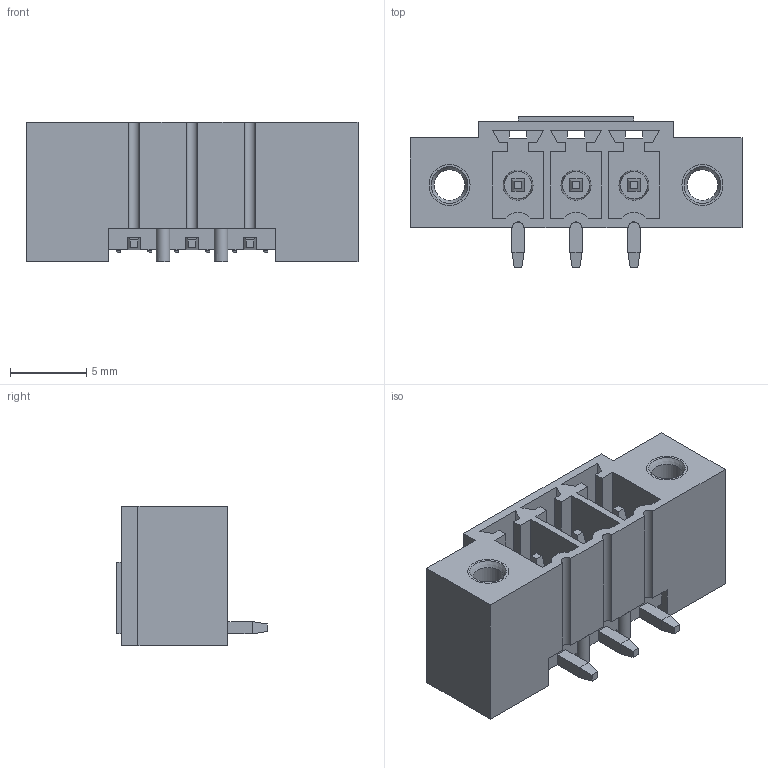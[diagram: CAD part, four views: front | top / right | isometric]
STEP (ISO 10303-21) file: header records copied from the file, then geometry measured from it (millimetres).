
FILE_DESCRIPTION(/* description */ ('Unknown'),/* implementation_level */ '2;1');
FILE_NAME(/* name */ '691701350003B',/* time_stamp */ '2018-04-13T12:23:43+02:00',/* author */ ('Unknown'),/* organization */ ('Unknown'),/* preprocessor_version */ 'ST-DEVELOPER v16.7',/* originating_system */ 'DEX',/* authorisation */ $);
FILE_SCHEMA (('CONFIG_CONTROL_DESIGN','AUTOMOTIVE_DESIGN { 1 0 10303 214 3 1 1 }','AUTOMOTIVE_DESIGN {1 0 10303 214 3 1 1}'));
Length unit declared in the file: millimetre
Products named in the file (4): 6917013500xxB; 691701350003B; 6917013500xxB_PIN; 6917013500xxB_Thread
Assembly tree (6 placements, depth 2):
  6917013500xxB
    691701350003B
    6917013500xxB_PIN  x3
    6917013500xxB_Thread  x2
Bounding box: 21.82 x 9.9 x 9.2 mm (x, y, z)
Volume: 828.7 mm3; surface area: 1751.6 mm2
Topology: 6 solids, 6 shells, 215 faces, 571 edges, 372 vertices
Faces by surface type: plane 176, cylinder 28, sphere 6, cone 5
Full cylindrical faces by diameter (mm): 0.3 x6, 0.9 x4, 2.013 x2, 2.7 x4
Entity records: 5418 total; most frequent: CARTESIAN_POINT 927, ORIENTED_EDGE 886, DIRECTION 860, EDGE_CURVE 443, LINE 388, VECTOR 388, VERTEX_POINT 303, AXIS2_PLACEMENT_3D 236
